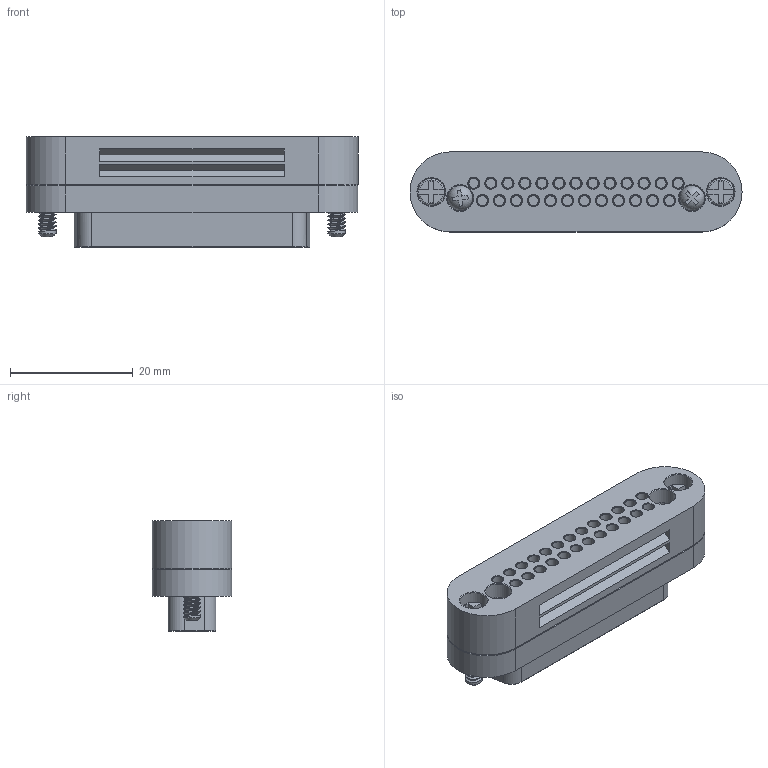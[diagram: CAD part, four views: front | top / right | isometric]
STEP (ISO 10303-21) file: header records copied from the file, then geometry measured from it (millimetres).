
FILE_DESCRIPTION (( 'STEP AP214' ), '1' );
FILE_NAME ('XF-D25-111.STEP', '2023-11-02T06:25:40', ( '' ), ( '' ), 'SwSTEP 2.0', 'SolidWorks 2020', '' );
FILE_SCHEMA (( 'AUTOMOTIVE_DESIGN' ));
Length unit declared in the file: millimetre
Products named in the file (6): XF-D25-02; XF-D25-111; SCRW-M3; 厙劃陬渀; XF-D25-01; UNC#4-40-12.7
Assembly tree (31 placements, depth 2):
  XF-D25-111
    XF-D25-01
    XF-D25-02
    SCRW-M3  x2
    厙劃陬渀  x25
    UNC#4-40-12.7  x2
Bounding box: 54 x 13 x 18 mm (x, y, z)
Volume: 8890.2 mm3; surface area: 10623.6 mm2
Topology: 31 solids, 31 shells, 854 faces, 1919 edges, 1215 vertices
Faces by surface type: plane 363, cylinder 289, cone 176, bspline 20, torus 6
Full cylindrical faces by diameter (mm): 1.6 x25, 1.66 x25, 1.8 x50, 2 x2, 2.22 x25, 2.4 x25, 3 x36, 3.2 x2, 4 x2, 4.2 x2, 4.3 x2, 4.5 x2
Entity records: 17751 total; most frequent: CARTESIAN_POINT 9802, DIRECTION 1636, ORIENTED_EDGE 1216, AXIS2_PLACEMENT_3D 736, EDGE_LOOP 726, EDGE_CURVE 608, VERTEX_POINT 498, FACE_OUTER_BOUND 457
